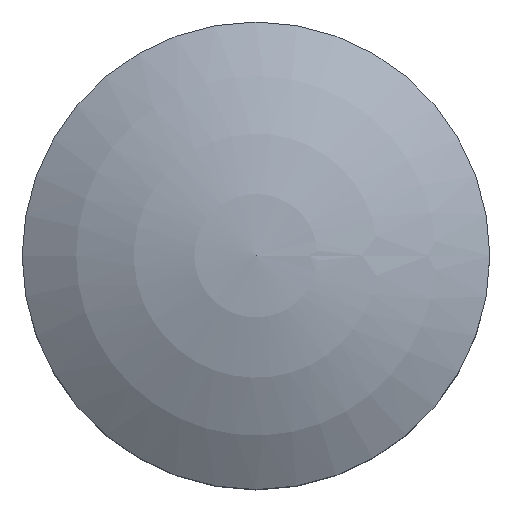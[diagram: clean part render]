
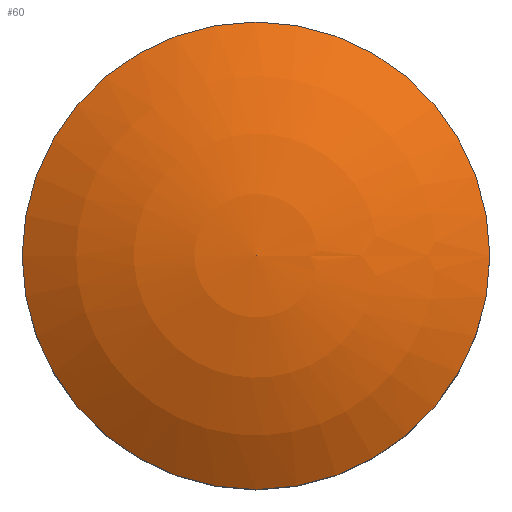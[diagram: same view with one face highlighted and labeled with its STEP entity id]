
A CAD part, top view. The second image highlights one B-rep face of the part: STEP entity #60.
In plain terms, the highlighted spherical face has radius 20 mm.
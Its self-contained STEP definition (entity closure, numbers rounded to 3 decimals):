
#60 = ADVANCED_FACE( '', ( #129 ), #130, .T. );
#129 = FACE_OUTER_BOUND( '', #198, .T. );
#130 = SPHERICAL_SURFACE( '', #199, 20. );
#198 = EDGE_LOOP( '', ( #281 ) );
#199 = AXIS2_PLACEMENT_3D( '', #282, #283, #284 );
#281 = ORIENTED_EDGE( '', *, *, #331, .T. );
#282 = CARTESIAN_POINT( '', ( 0., 0., -6. ) );
#283 = DIRECTION( '', ( 0., 0., 1. ) );
#284 = DIRECTION( '', ( 1., 0., 0. ) );
#331 = EDGE_CURVE( '', #372, #372, #373, .T. );
#372 = VERTEX_POINT( '', #418 );
#373 = CIRCLE( '', #419, 11. );
#418 = CARTESIAN_POINT( '', ( 11., 0., 10.703 ) );
#419 = AXIS2_PLACEMENT_3D( '', #467, #468, #469 );
#467 = CARTESIAN_POINT( '', ( 0., 0., 10.703 ) );
#468 = DIRECTION( '', ( 0., 0., 1. ) );
#469 = DIRECTION( '', ( 1., 0., 0. ) );
